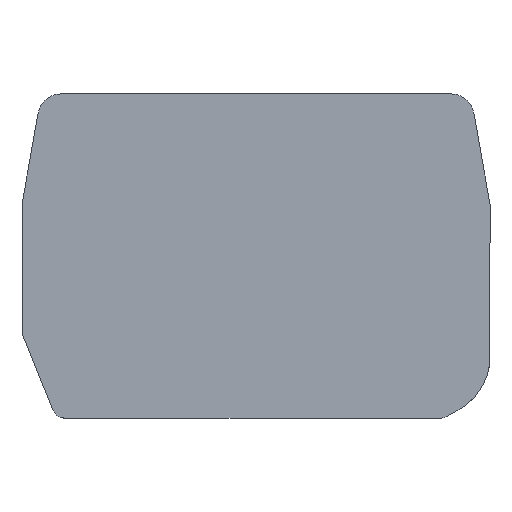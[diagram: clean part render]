
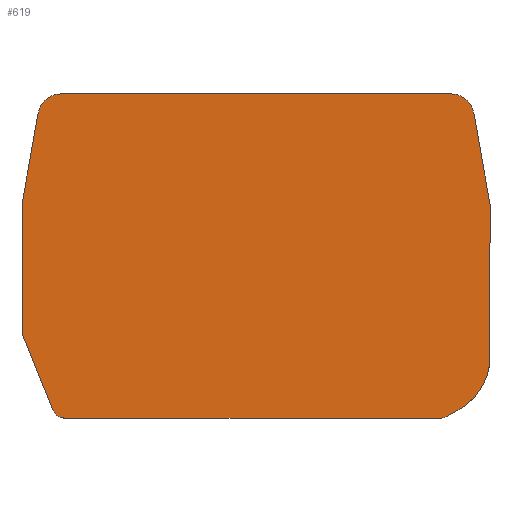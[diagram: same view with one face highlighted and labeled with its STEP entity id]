
A CAD part, top view. The second image highlights one B-rep face of the part: STEP entity #619.
In plain terms, the highlighted planar face has unit normal (0, 0, 1).
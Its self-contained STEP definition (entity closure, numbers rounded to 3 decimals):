
#3 = DIRECTION ( 'NONE',  ( 0., -1., 0. ) ) ;
#16 = DIRECTION ( 'NONE',  ( -1., 0., 0. ) ) ;
#17 = DIRECTION ( 'NONE',  ( 0., 0., -1. ) ) ;
#18 = CARTESIAN_POINT ( 'NONE',  ( -16.001, 9.796, 2. ) ) ;
#19 = DIRECTION ( 'NONE',  ( -0.174, -0.985, 0. ) ) ;
#20 = CARTESIAN_POINT ( 'NONE',  ( -19.156, 2.844, 2. ) ) ;
#23 = CARTESIAN_POINT ( 'NONE',  ( -17.873, 10.126, 2. ) ) ;
#25 = DIRECTION ( 'NONE',  ( -1., 0., 0. ) ) ;
#27 = DIRECTION ( 'NONE',  ( 0., 0., -1. ) ) ;
#28 = CARTESIAN_POINT ( 'NONE',  ( 15.219, 9.796, 2. ) ) ;
#29 = CARTESIAN_POINT ( 'NONE',  ( -19.156, -7.434, 2. ) ) ;
#33 = DIRECTION ( 'NONE',  ( -0.174, 0.985, 0. ) ) ;
#38 = CARTESIAN_POINT ( 'NONE',  ( 18.374, 2.844, 2. ) ) ;
#44 = DIRECTION ( 'NONE',  ( -1., 0., 0. ) ) ;
#45 = VECTOR ( 'NONE', #3, 1000. ) ;
#48 = DIRECTION ( 'NONE',  ( 0., 0., -1. ) ) ;
#49 = VECTOR ( 'NONE', #52, 1000. ) ;
#50 = CIRCLE ( 'NONE', #303, 1.9 ) ;
#51 = CARTESIAN_POINT ( 'NONE',  ( 13.474, -9.372, 2. ) ) ;
#52 = DIRECTION ( 'NONE',  ( -1., 0., 0. ) ) ;
#53 = CARTESIAN_POINT ( 'NONE',  ( 15.219, 11.696, 2. ) ) ;
#56 = VECTOR ( 'NONE', #64, 1000. ) ;
#57 = LINE ( 'NONE', #38, #402 ) ;
#64 = DIRECTION ( 'NONE',  ( 0., 1., 0. ) ) ;
#65 = CIRCLE ( 'NONE', #362, 4.9 ) ;
#69 = CARTESIAN_POINT ( 'NONE',  ( 18.374, -9.372, 2. ) ) ;
#88 = DIRECTION ( 'NONE',  ( -1., 0., 0. ) ) ;
#90 = DIRECTION ( 'NONE',  ( 0., 0., 1. ) ) ;
#91 = CARTESIAN_POINT ( 'NONE',  ( -15.735, -13.304, 2. ) ) ;
#96 = CIRCLE ( 'NONE', #424, 1. ) ;
#113 = CIRCLE ( 'NONE', #451, 0.4 ) ;
#114 = CARTESIAN_POINT ( 'NONE',  ( -19.156, 2.844, 2. ) ) ;
#117 = VECTOR ( 'NONE', #158, 1000. ) ;
#118 = DIRECTION ( 'NONE',  ( -1., 0., 0. ) ) ;
#120 = LINE ( 'NONE', #175, #139 ) ;
#121 = VECTOR ( 'NONE', #172, 1000. ) ;
#124 = DIRECTION ( 'NONE',  ( 0., 0., 1. ) ) ;
#125 = CARTESIAN_POINT ( 'NONE',  ( -18.756, -7.434, 2. ) ) ;
#130 = LINE ( 'NONE', #187, #121 ) ;
#132 = CIRCLE ( 'NONE', #454, 1. ) ;
#136 = DIRECTION ( 'NONE',  ( -1., 0., 0. ) ) ;
#139 = VECTOR ( 'NONE', #164, 1000. ) ;
#143 = DIRECTION ( 'NONE',  ( 0., 0., 1. ) ) ;
#146 = CARTESIAN_POINT ( 'NONE',  ( 14.398, -13.304, 2. ) ) ;
#149 = LINE ( 'NONE', #159, #117 ) ;
#158 = DIRECTION ( 'NONE',  ( 1., 0., 0. ) ) ;
#159 = CARTESIAN_POINT ( 'NONE',  ( -16.409, -14.304, 2. ) ) ;
#164 = DIRECTION ( 'NONE',  ( 0.375, -0.927, 0. ) ) ;
#171 = CARTESIAN_POINT ( 'NONE',  ( 14.398, -14.304, 2. ) ) ;
#172 = DIRECTION ( 'NONE',  ( 0.88, 0.474, 0. ) ) ;
#175 = CARTESIAN_POINT ( 'NONE',  ( -19.127, -7.584, 2. ) ) ;
#176 = CARTESIAN_POINT ( 'NONE',  ( 17.09, 10.126, 2. ) ) ;
#183 = ORIENTED_EDGE ( 'NONE', *, *, #682, .T. ) ;
#187 = CARTESIAN_POINT ( 'NONE',  ( 14.873, -14.184, 2. ) ) ;
#188 = CARTESIAN_POINT ( 'NONE',  ( -16.001, 11.696, 2. ) ) ;
#190 = FACE_OUTER_BOUND ( 'NONE', #533, .T. ) ;
#198 = DIRECTION ( 'NONE',  ( 1., 0., 0. ) ) ;
#199 = DIRECTION ( 'NONE',  ( 0., 0., 1. ) ) ;
#200 = CARTESIAN_POINT ( 'NONE',  ( 15.219, 9.796, 2. ) ) ;
#210 = CARTESIAN_POINT ( 'NONE',  ( 18.374, -9.372, 2. ) ) ;
#212 = PLANE ( 'NONE',  #455 ) ;
#234 = CARTESIAN_POINT ( 'NONE',  ( 14.873, -14.184, 2. ) ) ;
#252 = CARTESIAN_POINT ( 'NONE',  ( 18.374, 2.844, 2. ) ) ;
#254 = CARTESIAN_POINT ( 'NONE',  ( 15.219, 11.696, 2. ) ) ;
#290 = ORIENTED_EDGE ( 'NONE', *, *, #715, .F. ) ;
#301 = ORIENTED_EDGE ( 'NONE', *, *, #691, .T. ) ;
#303 = AXIS2_PLACEMENT_3D ( 'NONE', #18, #17, #16 ) ;
#314 = VERTEX_POINT ( 'NONE', #171 ) ;
#322 = AXIS2_PLACEMENT_3D ( 'NONE', #28, #27, #25 ) ;
#330 = VERTEX_POINT ( 'NONE', #176 ) ;
#362 = AXIS2_PLACEMENT_3D ( 'NONE', #51, #48, #44 ) ;
#386 = LINE ( 'NONE', #20, #45 ) ;
#402 = VECTOR ( 'NONE', #33, 1000. ) ;
#409 = CIRCLE ( 'NONE', #322, 1.9 ) ;
#418 = VECTOR ( 'NONE', #19, 1000. ) ;
#424 = AXIS2_PLACEMENT_3D ( 'NONE', #91, #90, #88 ) ;
#432 = ORIENTED_EDGE ( 'NONE', *, *, #723, .T. ) ;
#451 = AXIS2_PLACEMENT_3D ( 'NONE', #125, #124, #118 ) ;
#453 = LINE ( 'NONE', #23, #418 ) ;
#454 = AXIS2_PLACEMENT_3D ( 'NONE', #146, #143, #136 ) ;
#455 = AXIS2_PLACEMENT_3D ( 'NONE', #200, #199, #198 ) ;
#472 = LINE ( 'NONE', #69, #56 ) ;
#506 = VERTEX_POINT ( 'NONE', #254 ) ;
#518 = VERTEX_POINT ( 'NONE', #252 ) ;
#533 = EDGE_LOOP ( 'NONE', ( #773, #554, #555, #301, #183, #290, #536, #561, #564, #567, #568, #432, #580, #584 ) ) ;
#536 = ORIENTED_EDGE ( 'NONE', *, *, #716, .T. ) ;
#554 = ORIENTED_EDGE ( 'NONE', *, *, #704, .T. ) ;
#555 = ORIENTED_EDGE ( 'NONE', *, *, #687, .T. ) ;
#561 = ORIENTED_EDGE ( 'NONE', *, *, #717, .T. ) ;
#564 = ORIENTED_EDGE ( 'NONE', *, *, #718, .F. ) ;
#567 = ORIENTED_EDGE ( 'NONE', *, *, #719, .T. ) ;
#568 = ORIENTED_EDGE ( 'NONE', *, *, #720, .F. ) ;
#580 = ORIENTED_EDGE ( 'NONE', *, *, #726, .T. ) ;
#584 = ORIENTED_EDGE ( 'NONE', *, *, #696, .T. ) ;
#612 = VERTEX_POINT ( 'NONE', #234 ) ;
#619 = ADVANCED_FACE ( 'NONE', ( #190 ), #212, .T. ) ;
#661 = LINE ( 'NONE', #53, #49 ) ;
#672 = VERTEX_POINT ( 'NONE', #188 ) ;
#673 = VERTEX_POINT ( 'NONE', #210 ) ;
#682 = EDGE_CURVE ( 'NONE', #612, #744, #130, .T. ) ;
#686 = EDGE_CURVE ( 'NONE', #769, #740, #120, .T. ) ;
#687 = EDGE_CURVE ( 'NONE', #754, #314, #149, .T. ) ;
#691 = EDGE_CURVE ( 'NONE', #314, #612, #132, .T. ) ;
#696 = EDGE_CURVE ( 'NONE', #724, #769, #113, .T. ) ;
#699 = VERTEX_POINT ( 'NONE', #114 ) ;
#704 = EDGE_CURVE ( 'NONE', #740, #754, #96, .T. ) ;
#715 = EDGE_CURVE ( 'NONE', #673, #744, #65, .T. ) ;
#716 = EDGE_CURVE ( 'NONE', #673, #518, #472, .T. ) ;
#717 = EDGE_CURVE ( 'NONE', #518, #330, #57, .T. ) ;
#718 = EDGE_CURVE ( 'NONE', #506, #330, #409, .T. ) ;
#719 = EDGE_CURVE ( 'NONE', #506, #672, #661, .T. ) ;
#720 = EDGE_CURVE ( 'NONE', #772, #672, #50, .T. ) ;
#723 = EDGE_CURVE ( 'NONE', #772, #699, #453, .T. ) ;
#724 = VERTEX_POINT ( 'NONE', #29 ) ;
#726 = EDGE_CURVE ( 'NONE', #699, #724, #386, .T. ) ;
#740 = VERTEX_POINT ( 'NONE', #775 ) ;
#744 = VERTEX_POINT ( 'NONE', #783 ) ;
#750 = CARTESIAN_POINT ( 'NONE',  ( -17.873, 10.126, 2. ) ) ;
#754 = VERTEX_POINT ( 'NONE', #770 ) ;
#755 = CARTESIAN_POINT ( 'NONE',  ( -19.127, -7.584, 2. ) ) ;
#769 = VERTEX_POINT ( 'NONE', #755 ) ;
#770 = CARTESIAN_POINT ( 'NONE',  ( -15.735, -14.304, 2. ) ) ;
#772 = VERTEX_POINT ( 'NONE', #750 ) ;
#773 = ORIENTED_EDGE ( 'NONE', *, *, #686, .T. ) ;
#775 = CARTESIAN_POINT ( 'NONE',  ( -16.662, -13.679, 2. ) ) ;
#783 = CARTESIAN_POINT ( 'NONE',  ( 15.798, -13.686, 2. ) ) ;
